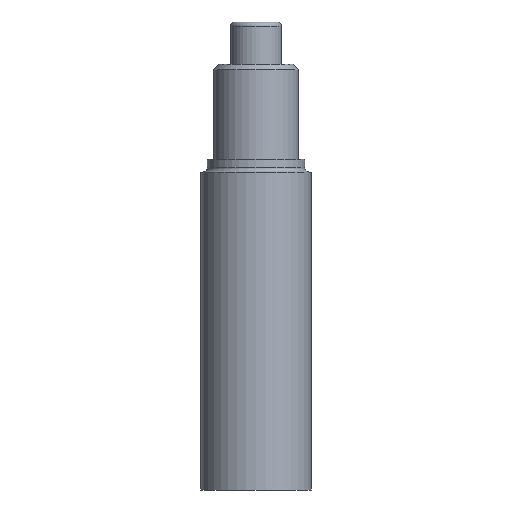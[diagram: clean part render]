
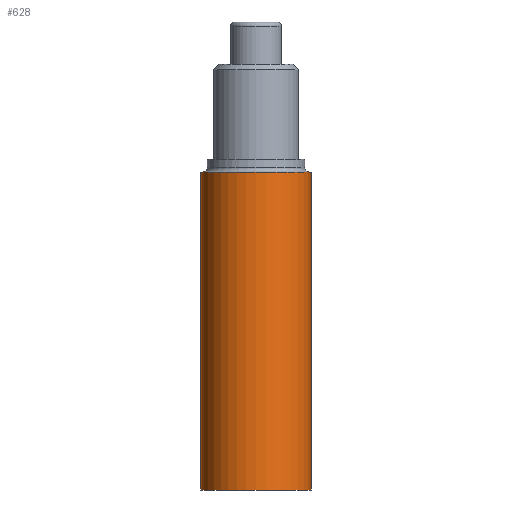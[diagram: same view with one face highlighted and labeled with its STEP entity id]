
A CAD part, front view. The second image highlights one B-rep face of the part: STEP entity #628.
In plain terms, the highlighted cylindrical face has radius 6.5 mm (diameter 13 mm), a full revolution.
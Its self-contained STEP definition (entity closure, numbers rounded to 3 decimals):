
#54=CYLINDRICAL_SURFACE('',#727,6.5);
#83=CIRCLE('',#728,6.5);
#84=CIRCLE('',#729,6.5);
#176=ORIENTED_EDGE('',*,*,#280,.T.);
#177=ORIENTED_EDGE('',*,*,#281,.F.);
#280=EDGE_CURVE('',#340,#340,#83,.T.);
#281=EDGE_CURVE('',#341,#341,#84,.T.);
#340=VERTEX_POINT('',#1100);
#341=VERTEX_POINT('',#1102);
#465=EDGE_LOOP('',(#176));
#466=EDGE_LOOP('',(#177));
#543=FACE_BOUND('',#465,.T.);
#544=FACE_BOUND('',#466,.T.);
#628=ADVANCED_FACE('',(#543,#544),#54,.T.);
#727=AXIS2_PLACEMENT_3D('',#1098,#887,#888);
#728=AXIS2_PLACEMENT_3D('',#1099,#889,#890);
#729=AXIS2_PLACEMENT_3D('',#1101,#891,#892);
#887=DIRECTION('',(0.,0.,-1.));
#888=DIRECTION('',(-1.,0.,0.));
#889=DIRECTION('',(0.,0.,-1.));
#890=DIRECTION('',(-1.,0.,0.));
#891=DIRECTION('',(0.,0.,-1.));
#892=DIRECTION('',(-1.,0.,0.));
#1098=CARTESIAN_POINT('',(0.,0.,0.));
#1099=CARTESIAN_POINT('',(0.,0.,39.));
#1100=CARTESIAN_POINT('',(-6.5,0.,39.));
#1101=CARTESIAN_POINT('',(0.,0.,1.5));
#1102=CARTESIAN_POINT('',(-6.5,0.,1.5));
